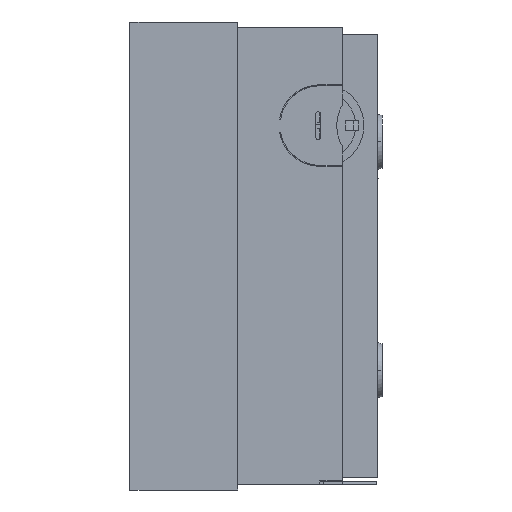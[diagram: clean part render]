
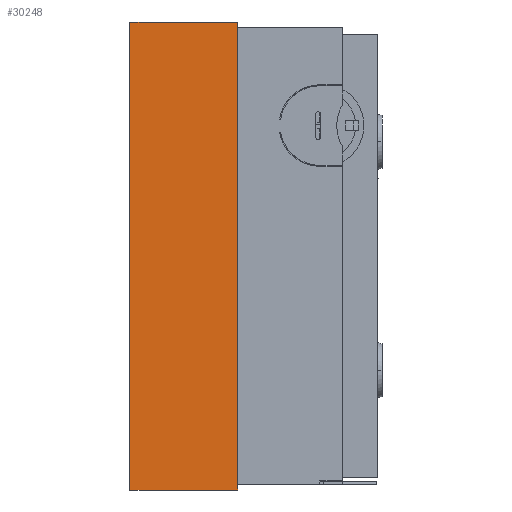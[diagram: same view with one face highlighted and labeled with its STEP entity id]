
A CAD part, left-side view. The second image highlights one B-rep face of the part: STEP entity #30248.
In plain terms, the highlighted face is planar.
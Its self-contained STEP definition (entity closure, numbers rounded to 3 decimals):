
#400 = PLANE ( 'NONE',  #51931 ) ;
#1491 = EDGE_CURVE ( 'NONE', #2748, #61107, #74607, .T. ) ;
#2695 = EDGE_CURVE ( 'NONE', #44128, #65339, #5923, .T. ) ;
#2748 = VERTEX_POINT ( 'NONE', #29350 ) ;
#5110 = DIRECTION ( 'NONE',  ( 1., 0., 0. ) ) ;
#5923 = LINE ( 'NONE', #58199, #9986 ) ;
#6146 = VECTOR ( 'NONE', #17765, 1000. ) ;
#7842 = ORIENTED_EDGE ( 'NONE', *, *, #1491, .T. ) ;
#9986 = VECTOR ( 'NONE', #75997, 1000. ) ;
#10652 = ORIENTED_EDGE ( 'NONE', *, *, #2695, .F. ) ;
#13963 = ORIENTED_EDGE ( 'NONE', *, *, #22731, .F. ) ;
#17765 = DIRECTION ( 'NONE',  ( 0., 1., 0. ) ) ;
#18182 = CARTESIAN_POINT ( 'NONE',  ( 71.75, -33., 71.75 ) ) ;
#22731 = EDGE_CURVE ( 'NONE', #2748, #44128, #24502, .T. ) ;
#24502 = LINE ( 'NONE', #18182, #6146 ) ;
#26131 = CARTESIAN_POINT ( 'NONE',  ( 71.75, -33., -71.75 ) ) ;
#29350 = CARTESIAN_POINT ( 'NONE',  ( 71.75, -33., 71.75 ) ) ;
#30248 = ADVANCED_FACE ( 'NONE', ( #58202 ), #400, .T. ) ;
#32498 = CARTESIAN_POINT ( 'NONE',  ( 71.75, -33., -71.75 ) ) ;
#34113 = CARTESIAN_POINT ( 'NONE',  ( 71.75, -33., -71.75 ) ) ;
#39450 = VECTOR ( 'NONE', #60987, 1000. ) ;
#42095 = DIRECTION ( 'NONE',  ( 0., 0., -1. ) ) ;
#43719 = CARTESIAN_POINT ( 'NONE',  ( 71.75, 0., 71.75 ) ) ;
#44128 = VERTEX_POINT ( 'NONE', #43719 ) ;
#51931 = AXIS2_PLACEMENT_3D ( 'NONE', #26131, #5110, #77650 ) ;
#52698 = VECTOR ( 'NONE', #42095, 1000. ) ;
#54251 = CARTESIAN_POINT ( 'NONE',  ( 71.75, -33., -71.75 ) ) ;
#58199 = CARTESIAN_POINT ( 'NONE',  ( 71.75, 0., -71.75 ) ) ;
#58202 = FACE_OUTER_BOUND ( 'NONE', #62219, .T. ) ;
#60987 = DIRECTION ( 'NONE',  ( 0., 1., 0. ) ) ;
#61107 = VERTEX_POINT ( 'NONE', #32498 ) ;
#62219 = EDGE_LOOP ( 'NONE', ( #10652, #13963, #7842, #67378 ) ) ;
#65339 = VERTEX_POINT ( 'NONE', #83334 ) ;
#67378 = ORIENTED_EDGE ( 'NONE', *, *, #75882, .T. ) ;
#67747 = LINE ( 'NONE', #54251, #39450 ) ;
#74607 = LINE ( 'NONE', #34113, #52698 ) ;
#75882 = EDGE_CURVE ( 'NONE', #61107, #65339, #67747, .T. ) ;
#75997 = DIRECTION ( 'NONE',  ( 0., 0., -1. ) ) ;
#77650 = DIRECTION ( 'NONE',  ( 0., 0., -1. ) ) ;
#83334 = CARTESIAN_POINT ( 'NONE',  ( 71.75, 0., -71.75 ) ) ;
